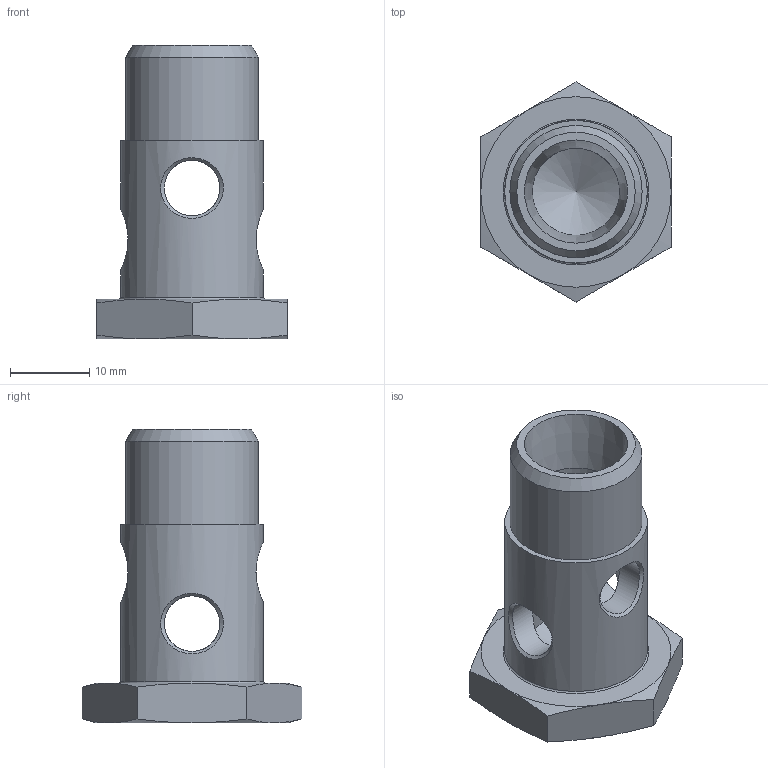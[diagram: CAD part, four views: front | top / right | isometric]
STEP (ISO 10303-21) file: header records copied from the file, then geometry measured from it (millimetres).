
FILE_DESCRIPTION((''),'2;1');
FILE_NAME('70931738.stp','2014-10-16T11:02:12',(''),('KNOMI spol. s r. o.'),'Autodesk Inventor 2012','Autodesk Inventor 2012','');
FILE_SCHEMA(('AUTOMOTIVE_DESIGN { 1 2 10303 214 0 1 1 1 }'));
Length unit declared in the file: millimetre
Products named in the file (1): Průtok.šr.G3/8  D17
Bounding box: 24 x 27.71 x 37 mm (x, y, z)
Volume: 6478.5 mm3; surface area: 4126.3 mm2
Topology: 1 solids, 1 shells, 37 faces, 86 edges, 51 vertices
Faces by surface type: cone 15, plane 10, cylinder 7, bspline 4, torus 1
Full cylindrical faces by diameter (mm): 7 x4, 11 x1, 16.662 x1, 17.96 x1
Entity records: 1472 total; most frequent: CARTESIAN_POINT 786, ORIENTED_EDGE 134, DIRECTION 116, EDGE_CURVE 67, EDGE_LOOP 58, AXIS2_PLACEMENT_3D 55, VERTEX_POINT 45, FACE_OUTER_BOUND 37
